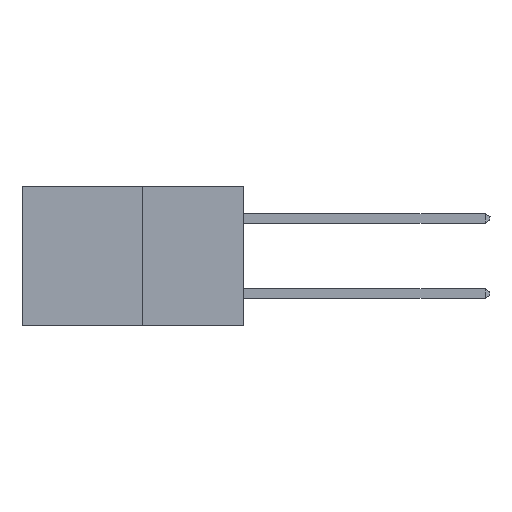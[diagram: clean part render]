
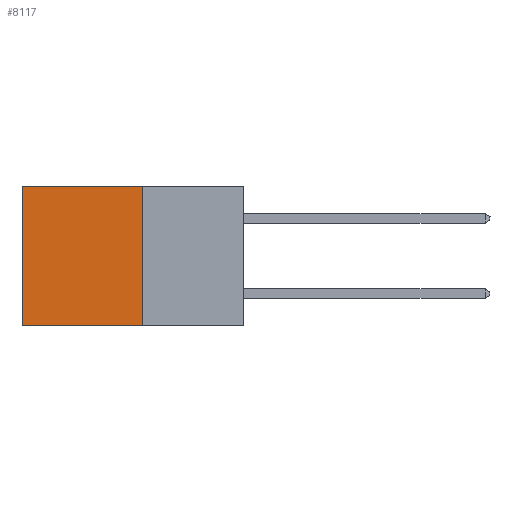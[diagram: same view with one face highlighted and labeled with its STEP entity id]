
A CAD part, left-side view. The second image highlights one B-rep face of the part: STEP entity #8117.
In plain terms, the highlighted planar face has unit normal (-1, 0, 0).
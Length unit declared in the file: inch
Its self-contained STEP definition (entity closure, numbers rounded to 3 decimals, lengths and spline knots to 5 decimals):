
#1682 = ORIENTED_EDGE ( 'NONE', *, *, #3643, .T. ) ;
#2504 = LINE ( 'NONE', #4243, #23260 ) ;
#2667 = CARTESIAN_POINT ( 'NONE',  ( 0.277, 0.27, -0.37 ) ) ;
#2963 = ORIENTED_EDGE ( 'NONE', *, *, #9600, .T. ) ;
#3239 = VERTEX_POINT ( 'NONE', #11579 ) ;
#3643 = EDGE_CURVE ( 'NONE', #3239, #14540, #25588, .T. ) ;
#3671 = CARTESIAN_POINT ( 'NONE',  ( 0.277, 0.59, -0.37 ) ) ;
#4198 = DIRECTION ( 'NONE',  ( 0., 0., -1. ) ) ;
#4204 = DIRECTION ( 'NONE',  ( 1., 0., 0. ) ) ;
#4232 = PLANE ( 'NONE',  #21088 ) ;
#4243 = CARTESIAN_POINT ( 'NONE',  ( 0.277, 0.27, -0.37 ) ) ;
#4973 = CARTESIAN_POINT ( 'NONE',  ( 0.277, 0.27, -0.37 ) ) ;
#7018 = DIRECTION ( 'NONE',  ( 0., 0., -1. ) ) ;
#8117 = ADVANCED_FACE ( 'NONE', ( #8732 ), #4232, .F. ) ;
#8732 = FACE_OUTER_BOUND ( 'NONE', #25399, .T. ) ;
#9600 = EDGE_CURVE ( 'NONE', #22488, #3239, #21507, .T. ) ;
#9623 = VECTOR ( 'NONE', #23620, 39.37008 ) ;
#11579 = CARTESIAN_POINT ( 'NONE',  ( 0.277, 0.59, 0. ) ) ;
#12452 = ORIENTED_EDGE ( 'NONE', *, *, #13293, .F. ) ;
#13293 = EDGE_CURVE ( 'NONE', #25726, #14540, #2504, .T. ) ;
#13362 = VECTOR ( 'NONE', #7018, 39.37008 ) ;
#14540 = VERTEX_POINT ( 'NONE', #17797 ) ;
#15439 = DIRECTION ( 'NONE',  ( 0., 1., 0. ) ) ;
#16263 = VECTOR ( 'NONE', #15439, 39.37008 ) ;
#16369 = DIRECTION ( 'NONE',  ( 0., 1., 0. ) ) ;
#17095 = CARTESIAN_POINT ( 'NONE',  ( 0.277, 0.27, -0.37 ) ) ;
#17511 = EDGE_CURVE ( 'NONE', #22488, #25726, #18077, .T. ) ;
#17797 = CARTESIAN_POINT ( 'NONE',  ( 0.277, 0.59, -0.37 ) ) ;
#18077 = LINE ( 'NONE', #17095, #13362 ) ;
#21088 = AXIS2_PLACEMENT_3D ( 'NONE', #4973, #4204, #4198 ) ;
#21507 = LINE ( 'NONE', #23142, #16263 ) ;
#22488 = VERTEX_POINT ( 'NONE', #24777 ) ;
#23142 = CARTESIAN_POINT ( 'NONE',  ( 0.277, 0.27, 0. ) ) ;
#23260 = VECTOR ( 'NONE', #16369, 39.37008 ) ;
#23620 = DIRECTION ( 'NONE',  ( 0., 0., -1. ) ) ;
#23719 = ORIENTED_EDGE ( 'NONE', *, *, #17511, .F. ) ;
#24777 = CARTESIAN_POINT ( 'NONE',  ( 0.277, 0.27, 0. ) ) ;
#25399 = EDGE_LOOP ( 'NONE', ( #1682, #12452, #23719, #2963 ) ) ;
#25588 = LINE ( 'NONE', #3671, #9623 ) ;
#25726 = VERTEX_POINT ( 'NONE', #2667 ) ;
